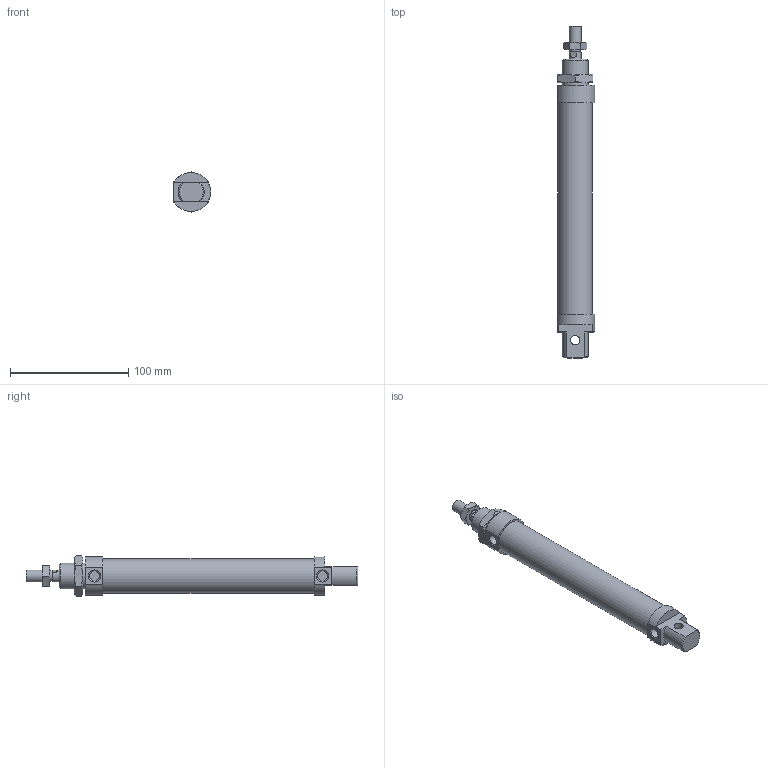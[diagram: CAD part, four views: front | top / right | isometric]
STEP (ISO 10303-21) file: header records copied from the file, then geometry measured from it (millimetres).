
FILE_DESCRIPTION(/* description */ ('Unknown'),/* implementation_level */ '2;1');
FILE_NAME(/* name */ '1260.25.140.A',/* time_stamp */ '2020-06-29T11:07:20-04:00',/* author */ ('Unknown'),/* organization */ ('Unknown'),/* preprocessor_version */ 'ST-DEVELOPER v16.7',/* originating_system */ 'Solid Edge',/* authorisation */ 'Unknown');
FILE_SCHEMA (('AUTOMOTIVE_DESIGN {1 0 10303 214 3 1 1}'));
Length unit declared in the file: millimetre
Products named in the file (5): 1260.25.140.A; S1260_25_100_0; 1200_25_05_0; 1200_25_06_0; C1260_25_100_0
Assembly tree (4 placements, depth 2):
  1260.25.140.A
    S1260_25_100_0
    1200_25_05_0
    1200_25_06_0
    C1260_25_100_0
Bounding box: 31.5 x 281 x 34.64 mm (x, y, z)
Volume: 160935.2 mm3; surface area: 40067.7 mm2
Topology: 4 solids, 4 shells, 91 faces, 195 edges, 119 vertices
Faces by surface type: plane 43, cone 33, cylinder 15
Full cylindrical faces by diameter (mm): 8 x1, 8.7 x2, 8.75 x1, 8.8 x1, 10 x3, 20.5 x1, 22 x1, 29 x1
Entity records: 2400 total; most frequent: CARTESIAN_POINT 488, DIRECTION 386, ORIENTED_EDGE 346, EDGE_CURVE 173, AXIS2_PLACEMENT_3D 169, EDGE_LOOP 122, FACE_BOUND 122, VERTEX_POINT 115
